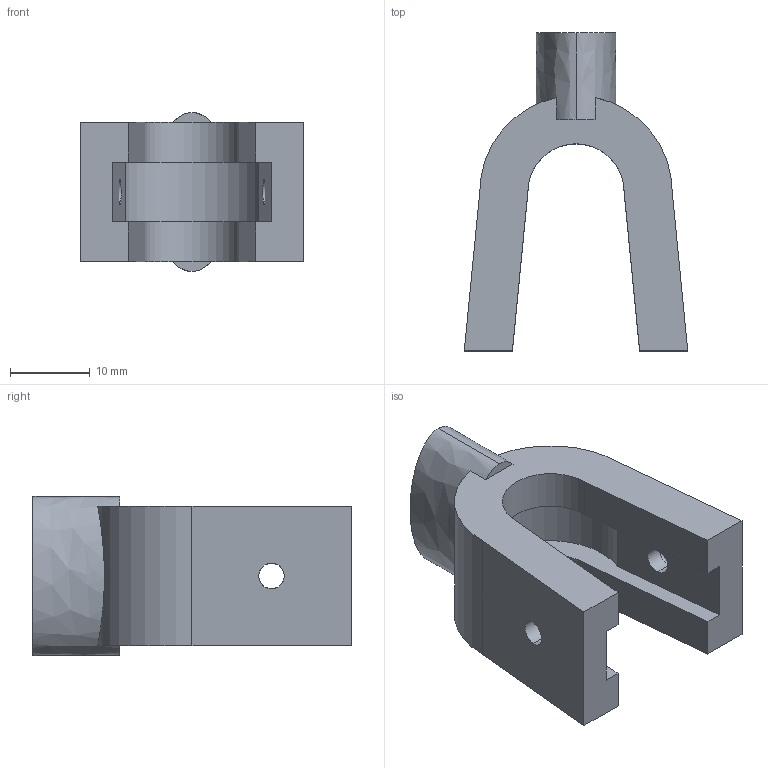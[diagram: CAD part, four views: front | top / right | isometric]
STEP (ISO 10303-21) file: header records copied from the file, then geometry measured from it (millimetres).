
FILE_DESCRIPTION (( 'STEP AP203' ), '1' );
FILE_NAME ('GPSRailMountBlank.STEP', '2022-07-20T10:44:24', ( '' ), ( '' ), 'SwSTEP 2.0', 'SolidWorks 2020', '' );
FILE_SCHEMA (( 'CONFIG_CONTROL_DESIGN' ));
Length unit declared in the file: millimetre
Products named in the file (1): GPSRailMountBlank
Bounding box: 28.1 x 40 x 20 mm (x, y, z)
Volume: 7270 mm3; surface area: 4299.1 mm2
Topology: 1 solids, 1 shells, 33 faces, 90 edges, 60 vertices
Faces by surface type: plane 18, cylinder 13, bspline 2
Entity records: 1189 total; most frequent: CARTESIAN_POINT 304, ORIENTED_EDGE 180, DIRECTION 154, EDGE_CURVE 90, VERTEX_POINT 60, VECTOR 54, LINE 54, AXIS2_PLACEMENT_3D 50
